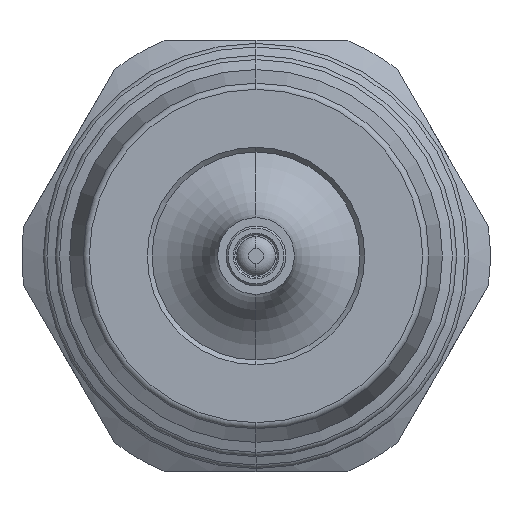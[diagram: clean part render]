
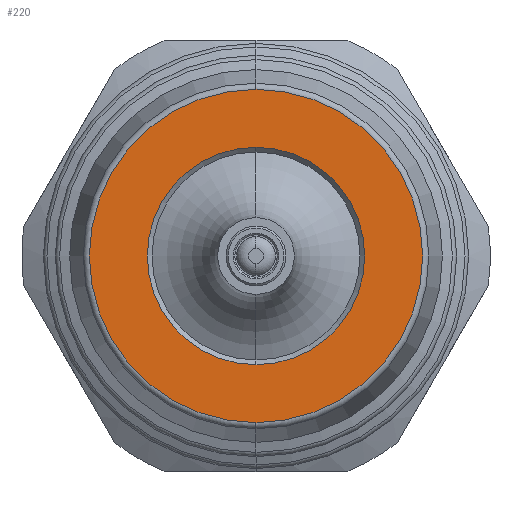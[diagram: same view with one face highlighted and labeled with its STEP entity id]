
A CAD part, left-side view. The second image highlights one B-rep face of the part: STEP entity #220.
In plain terms, the highlighted planar face has unit normal (-1, 0, 0).
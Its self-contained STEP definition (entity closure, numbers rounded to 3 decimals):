
#25 = VERTEX_POINT ( 'NONE', #108 ) ;
#34 = VERTEX_POINT ( 'NONE', #117 ) ;
#59 = VERTEX_POINT ( 'NONE', #147 ) ;
#73 = VERTEX_POINT ( 'NONE', #160 ) ;
#108 = CARTESIAN_POINT ( 'NONE',  ( -41.5, 0., 10.425 ) ) ;
#117 = CARTESIAN_POINT ( 'NONE',  ( -41.5, 0., -10.425 ) ) ;
#147 = CARTESIAN_POINT ( 'NONE',  ( -41.5, 0., -6.8 ) ) ;
#160 = CARTESIAN_POINT ( 'NONE',  ( -41.5, 0., 6.8 ) ) ;
#220 = ADVANCED_FACE ( 'NONE', ( #1008, #1009 ), #1619, .T. ) ;
#421 = CARTESIAN_POINT ( 'NONE',  ( -41.5, 0., 0. ) ) ;
#423 = DIRECTION ( 'NONE',  ( 0., 0., 1. ) ) ;
#424 = DIRECTION ( 'NONE',  ( -1., 0., 0. ) ) ;
#428 = CARTESIAN_POINT ( 'NONE',  ( -41.5, 0., 0. ) ) ;
#435 = DIRECTION ( 'NONE',  ( 0., 0., 1. ) ) ;
#439 = DIRECTION ( 'NONE',  ( -1., 0., 0. ) ) ;
#734 = EDGE_LOOP ( 'NONE', ( #809, #855 ) ) ;
#735 = EDGE_LOOP ( 'NONE', ( #854, #853 ) ) ;
#809 = ORIENTED_EDGE ( 'NONE', *, *, #1429, .T. ) ;
#853 = ORIENTED_EDGE ( 'NONE', *, *, #1508, .F. ) ;
#854 = ORIENTED_EDGE ( 'NONE', *, *, #1370, .F. ) ;
#855 = ORIENTED_EDGE ( 'NONE', *, *, #1371, .T. ) ;
#969 = CIRCLE ( 'NONE', #1274, 6.8 ) ;
#1008 = FACE_OUTER_BOUND ( 'NONE', #734, .T. ) ;
#1009 = FACE_BOUND ( 'NONE', #735, .T. ) ;
#1117 = CIRCLE ( 'NONE', #1273, 10.425 ) ;
#1128 = CARTESIAN_POINT ( 'NONE',  ( -41.5, 0., 0. ) ) ;
#1129 = DIRECTION ( 'NONE',  ( -1., 0., 0. ) ) ;
#1130 = DIRECTION ( 'NONE',  ( 0., 0., 1. ) ) ;
#1273 = AXIS2_PLACEMENT_3D ( 'NONE', #428, #439, #435 ) ;
#1274 = AXIS2_PLACEMENT_3D ( 'NONE', #421, #424, #423 ) ;
#1321 = AXIS2_PLACEMENT_3D ( 'NONE', #1620, #1621, #1622 ) ;
#1370 = EDGE_CURVE ( 'NONE', #73, #59, #969, .T. ) ;
#1371 = EDGE_CURVE ( 'NONE', #34, #25, #1117, .T. ) ;
#1429 = EDGE_CURVE ( 'NONE', #25, #34, #2050, .T. ) ;
#1508 = EDGE_CURVE ( 'NONE', #59, #73, #2169, .T. ) ;
#1619 = PLANE ( 'NONE',  #1321 ) ;
#1620 = CARTESIAN_POINT ( 'NONE',  ( -41.5, -31.433, 0. ) ) ;
#1621 = DIRECTION ( 'NONE',  ( -1., 0., 0. ) ) ;
#1622 = DIRECTION ( 'NONE',  ( 0., 0., 1. ) ) ;
#1859 = DIRECTION ( 'NONE',  ( -1., 0., 0. ) ) ;
#1870 = CARTESIAN_POINT ( 'NONE',  ( -41.5, 0., 0. ) ) ;
#1873 = DIRECTION ( 'NONE',  ( 0., 0., 1. ) ) ;
#1949 = AXIS2_PLACEMENT_3D ( 'NONE', #1128, #1129, #1130 ) ;
#1979 = AXIS2_PLACEMENT_3D ( 'NONE', #1870, #1859, #1873 ) ;
#2050 = CIRCLE ( 'NONE', #1979, 10.425 ) ;
#2169 = CIRCLE ( 'NONE', #1949, 6.8 ) ;
